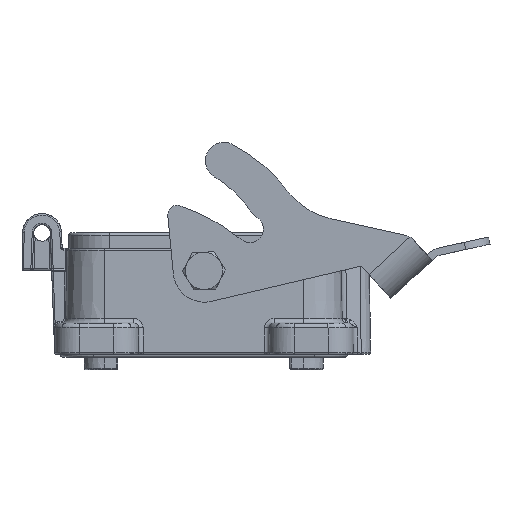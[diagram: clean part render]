
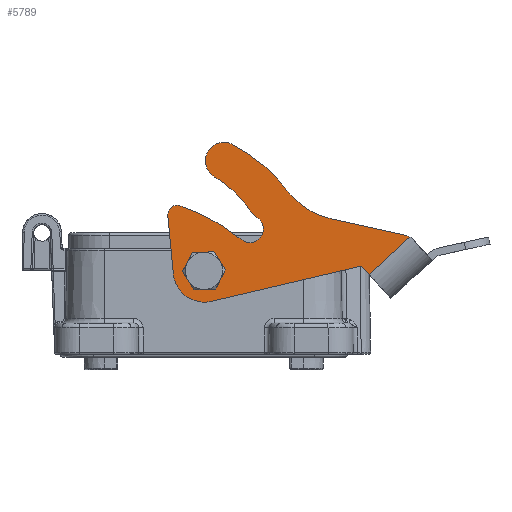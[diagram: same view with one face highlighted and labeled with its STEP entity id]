
A CAD part, left-side view. The second image highlights one B-rep face of the part: STEP entity #5789.
In plain terms, the highlighted face is planar.
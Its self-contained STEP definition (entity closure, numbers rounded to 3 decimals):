
#666=FACE_BOUND('',#8165,.T.);
#667=FACE_BOUND('',#8166,.T.);
#855=PLANE('',#20443);
#3550=LINE('',#34756,#4585);
#3555=LINE('',#34805,#4590);
#3556=LINE('',#34811,#4591);
#3557=LINE('',#34813,#4592);
#3558=LINE('',#34816,#4593);
#4585=VECTOR('',#24628,1.);
#4590=VECTOR('',#24663,1.);
#4591=VECTOR('',#24668,1.);
#4592=VECTOR('',#24669,1.);
#4593=VECTOR('',#24672,1.);
#5789=ADVANCED_FACE('',(#666,#667),#855,.F.);
#8165=EDGE_LOOP('',(#12915,#12916));
#8166=EDGE_LOOP('',(#12917,#12918,#12919,#12920,#12921,#12922,#12923,#12924,
#12925,#12926,#12927,#12928,#12929,#12930,#12931,#12932,#12933,#12934,#12935,
#12936));
#12915=ORIENTED_EDGE('',*,*,#17725,.T.);
#12916=ORIENTED_EDGE('',*,*,#17726,.T.);
#12917=ORIENTED_EDGE('',*,*,#17723,.T.);
#12918=ORIENTED_EDGE('',*,*,#17684,.T.);
#12919=ORIENTED_EDGE('',*,*,#17727,.T.);
#12920=ORIENTED_EDGE('',*,*,#17728,.T.);
#12921=ORIENTED_EDGE('',*,*,#17729,.T.);
#12922=ORIENTED_EDGE('',*,*,#17730,.T.);
#12923=ORIENTED_EDGE('',*,*,#17731,.T.);
#12924=ORIENTED_EDGE('',*,*,#17732,.T.);
#12925=ORIENTED_EDGE('',*,*,#17733,.T.);
#12926=ORIENTED_EDGE('',*,*,#17734,.T.);
#12927=ORIENTED_EDGE('',*,*,#17711,.T.);
#12928=ORIENTED_EDGE('',*,*,#17735,.T.);
#12929=ORIENTED_EDGE('',*,*,#17736,.T.);
#12930=ORIENTED_EDGE('',*,*,#17737,.T.);
#12931=ORIENTED_EDGE('',*,*,#17738,.T.);
#12932=ORIENTED_EDGE('',*,*,#17739,.T.);
#12933=ORIENTED_EDGE('',*,*,#17740,.T.);
#12934=ORIENTED_EDGE('',*,*,#17741,.T.);
#12935=ORIENTED_EDGE('',*,*,#17742,.T.);
#12936=ORIENTED_EDGE('',*,*,#17743,.T.);
#15124=VERTEX_POINT('',#34692);
#15125=VERTEX_POINT('',#34693);
#15146=VERTEX_POINT('',#34746);
#15149=VERTEX_POINT('',#34755);
#15161=VERTEX_POINT('',#34789);
#15162=VERTEX_POINT('',#34796);
#15163=VERTEX_POINT('',#34797);
#15164=VERTEX_POINT('',#34800);
#15165=VERTEX_POINT('',#34802);
#15166=VERTEX_POINT('',#34804);
#15167=VERTEX_POINT('',#34806);
#15168=VERTEX_POINT('',#34808);
#15169=VERTEX_POINT('',#34810);
#15170=VERTEX_POINT('',#34812);
#15171=VERTEX_POINT('',#34815);
#15172=VERTEX_POINT('',#34817);
#15173=VERTEX_POINT('',#34819);
#15174=VERTEX_POINT('',#34821);
#15175=VERTEX_POINT('',#34823);
#15176=VERTEX_POINT('',#34825);
#15177=VERTEX_POINT('',#34827);
#15178=VERTEX_POINT('',#34829);
#17684=EDGE_CURVE('',#15124,#15125,#18695,.T.);
#17711=EDGE_CURVE('',#15146,#15149,#3550,.T.);
#17723=EDGE_CURVE('',#15161,#15124,#18714,.T.);
#17725=EDGE_CURVE('',#15162,#15163,#18715,.T.);
#17726=EDGE_CURVE('',#15163,#15162,#18716,.T.);
#17727=EDGE_CURVE('',#15125,#15164,#18717,.T.);
#17728=EDGE_CURVE('',#15164,#15165,#18718,.T.);
#17729=EDGE_CURVE('',#15165,#15166,#18719,.T.);
#17730=EDGE_CURVE('',#15166,#15167,#3555,.T.);
#17731=EDGE_CURVE('',#15167,#15168,#18720,.T.);
#17732=EDGE_CURVE('',#15168,#15169,#18721,.T.);
#17733=EDGE_CURVE('',#15169,#15170,#3556,.T.);
#17734=EDGE_CURVE('',#15170,#15146,#3557,.T.);
#17735=EDGE_CURVE('',#15149,#15171,#18722,.T.);
#17736=EDGE_CURVE('',#15171,#15172,#3558,.T.);
#17737=EDGE_CURVE('',#15172,#15173,#18723,.T.);
#17738=EDGE_CURVE('',#15173,#15174,#18724,.T.);
#17739=EDGE_CURVE('',#15174,#15175,#18725,.T.);
#17740=EDGE_CURVE('',#15175,#15176,#18726,.T.);
#17741=EDGE_CURVE('',#15176,#15177,#18727,.T.);
#17742=EDGE_CURVE('',#15177,#15178,#18728,.T.);
#17743=EDGE_CURVE('',#15178,#15161,#18729,.T.);
#18695=CIRCLE('',#20398,6.);
#18714=CIRCLE('',#20426,35.);
#18715=CIRCLE('',#20428,4.05);
#18716=CIRCLE('',#20429,4.05);
#18717=CIRCLE('',#20430,4.4);
#18718=CIRCLE('',#20431,60.);
#18719=CIRCLE('',#20432,3.);
#18720=CIRCLE('',#20433,10.);
#18721=CIRCLE('',#20434,10.);
#18722=CIRCLE('',#20435,5.);
#18723=CIRCLE('',#20436,25.);
#18724=CIRCLE('',#20437,25.);
#18725=CIRCLE('',#20438,52.6);
#18726=CIRCLE('',#20439,52.6);
#18727=CIRCLE('',#20440,5.992);
#18728=CIRCLE('',#20441,5.992);
#18729=CIRCLE('',#20442,35.);
#20398=AXIS2_PLACEMENT_3D('',#34691,#24577,#24578);
#20426=AXIS2_PLACEMENT_3D('',#34788,#24649,#24650);
#20428=AXIS2_PLACEMENT_3D('',#34795,#24653,#24654);
#20429=AXIS2_PLACEMENT_3D('',#34798,#24655,#24656);
#20430=AXIS2_PLACEMENT_3D('',#34799,#24657,#24658);
#20431=AXIS2_PLACEMENT_3D('',#34801,#24659,#24660);
#20432=AXIS2_PLACEMENT_3D('',#34803,#24661,#24662);
#20433=AXIS2_PLACEMENT_3D('',#34807,#24664,#24665);
#20434=AXIS2_PLACEMENT_3D('',#34809,#24666,#24667);
#20435=AXIS2_PLACEMENT_3D('',#34814,#24670,#24671);
#20436=AXIS2_PLACEMENT_3D('',#34818,#24673,#24674);
#20437=AXIS2_PLACEMENT_3D('',#34820,#24675,#24676);
#20438=AXIS2_PLACEMENT_3D('',#34822,#24677,#24678);
#20439=AXIS2_PLACEMENT_3D('',#34824,#24679,#24680);
#20440=AXIS2_PLACEMENT_3D('',#34826,#24681,#24682);
#20441=AXIS2_PLACEMENT_3D('',#34828,#24683,#24684);
#20442=AXIS2_PLACEMENT_3D('',#34830,#24685,#24686);
#20443=AXIS2_PLACEMENT_3D('',#34831,#24687,#24688);
#24577=DIRECTION('',(0.,0.,-1.));
#24578=DIRECTION('',(1.,0.,0.));
#24628=DIRECTION('',(1.,0.,0.));
#24649=DIRECTION('',(0.,0.,1.));
#24650=DIRECTION('',(1.,0.,0.));
#24653=DIRECTION('',(0.,0.,1.));
#24654=DIRECTION('',(1.,0.,0.));
#24655=DIRECTION('',(0.,0.,1.));
#24656=DIRECTION('',(-1.,0.,0.));
#24657=DIRECTION('',(0.,0.,1.));
#24658=DIRECTION('',(1.,0.,0.));
#24659=DIRECTION('',(0.,0.,-1.));
#24660=DIRECTION('',(0.991,-0.135,0.));
#24661=DIRECTION('',(0.,0.,-1.));
#24662=DIRECTION('',(1.,0.,0.));
#24663=DIRECTION('',(-0.602,0.798,0.));
#24664=DIRECTION('',(0.,0.,-1.));
#24665=DIRECTION('',(-0.798,-0.602,0.));
#24666=DIRECTION('',(0.,0.,-1.));
#24667=DIRECTION('',(-1.,0.,0.));
#24668=DIRECTION('',(0.873,0.488,0.));
#24669=DIRECTION('',(0.,1.,0.));
#24670=DIRECTION('',(0.,0.,-1.));
#24671=DIRECTION('',(0.949,-0.317,0.));
#24672=DIRECTION('',(-0.575,-0.818,0.));
#24673=DIRECTION('',(0.,0.,1.));
#24674=DIRECTION('',(-0.818,0.575,0.));
#24675=DIRECTION('',(0.,0.,1.));
#24676=DIRECTION('',(-1.,0.,0.));
#24677=DIRECTION('',(0.,0.,-1.));
#24678=DIRECTION('',(0.996,0.09,0.));
#24679=DIRECTION('',(0.,0.,-1.));
#24680=DIRECTION('',(1.,0.,0.));
#24681=DIRECTION('',(0.,0.,-1.));
#24682=DIRECTION('',(0.94,-0.342,0.));
#24683=DIRECTION('',(0.,0.,-1.));
#24684=DIRECTION('',(-1.,0.,0.));
#24685=DIRECTION('',(0.,0.,1.));
#24686=DIRECTION('',(0.956,-0.292,0.));
#24687=DIRECTION('',(0.,0.,1.));
#24688=DIRECTION('',(1.,0.,0.));
#34691=CARTESIAN_POINT('',(-3.087,-14.218,-140.8));
#34692=CARTESIAN_POINT('',(-9.008,-15.185,-140.8));
#34693=CARTESIAN_POINT('',(-8.809,-12.414,-140.8));
#34746=CARTESIAN_POINT('',(5.451,25.614,-140.8));
#34755=CARTESIAN_POINT('',(23.241,25.614,-140.8));
#34756=CARTESIAN_POINT('',(23.451,25.614,-140.8));
#34788=CARTESIAN_POINT('',(-43.551,-20.824,-140.8));
#34789=CARTESIAN_POINT('',(-8.551,-20.824,-140.8));
#34795=CARTESIAN_POINT('',(-33.002,-11.09,-140.8));
#34796=CARTESIAN_POINT('',(-28.952,-11.09,-140.8));
#34797=CARTESIAN_POINT('',(-37.052,-11.09,-140.8));
#34798=CARTESIAN_POINT('',(-33.002,-11.09,-140.8));
#34799=CARTESIAN_POINT('',(-13.005,-11.09,-140.8));
#34800=CARTESIAN_POINT('',(-17.363,-10.482,-140.8));
#34801=CARTESIAN_POINT('',(-76.788,-2.193,-140.8));
#34802=CARTESIAN_POINT('',(-24.564,-31.735,-140.8));
#34803=CARTESIAN_POINT('',(-27.175,-30.258,-140.8));
#34804=CARTESIAN_POINT('',(-29.571,-32.064,-140.8));
#34805=CARTESIAN_POINT('',(-29.582,-32.049,-140.8));
#34806=CARTESIAN_POINT('',(-40.937,-16.991,-140.8));
#34807=CARTESIAN_POINT('',(-32.952,-10.97,-140.8));
#34808=CARTESIAN_POINT('',(-42.952,-10.97,-140.8));
#34809=CARTESIAN_POINT('',(-32.952,-10.97,-140.8));
#34810=CARTESIAN_POINT('',(-37.835,-2.243,-140.8));
#34811=CARTESIAN_POINT('',(-37.835,-2.243,-140.8));
#34812=CARTESIAN_POINT('',(5.451,21.977,-140.8));
#34813=CARTESIAN_POINT('',(5.451,21.977,-140.8));
#34814=CARTESIAN_POINT('',(18.451,27.046,-140.8));
#34815=CARTESIAN_POINT('',(22.54,24.169,-140.8));
#34816=CARTESIAN_POINT('',(22.54,24.169,-140.8));
#34817=CARTESIAN_POINT('',(8.671,4.455,-140.8));
#34818=CARTESIAN_POINT('',(29.119,-9.929,-140.8));
#34819=CARTESIAN_POINT('',(4.119,-9.929,-140.8));
#34820=CARTESIAN_POINT('',(29.119,-9.929,-140.8));
#34821=CARTESIAN_POINT('',(4.22,-12.181,-140.8));
#34822=CARTESIAN_POINT('',(-48.166,-16.92,-140.8));
#34823=CARTESIAN_POINT('',(4.434,-16.92,-140.8));
#34824=CARTESIAN_POINT('',(-48.166,-16.92,-140.8));
#34825=CARTESIAN_POINT('',(1.269,-34.893,-140.8));
#34826=CARTESIAN_POINT('',(-4.362,-32.845,-140.8));
#34827=CARTESIAN_POINT('',(-10.354,-32.845,-140.8));
#34828=CARTESIAN_POINT('',(-4.362,-32.845,-140.8));
#34829=CARTESIAN_POINT('',(-10.074,-31.036,-140.8));
#34830=CARTESIAN_POINT('',(-43.551,-20.824,-140.8));
#34831=CARTESIAN_POINT('',(0.,0.,-140.8));
